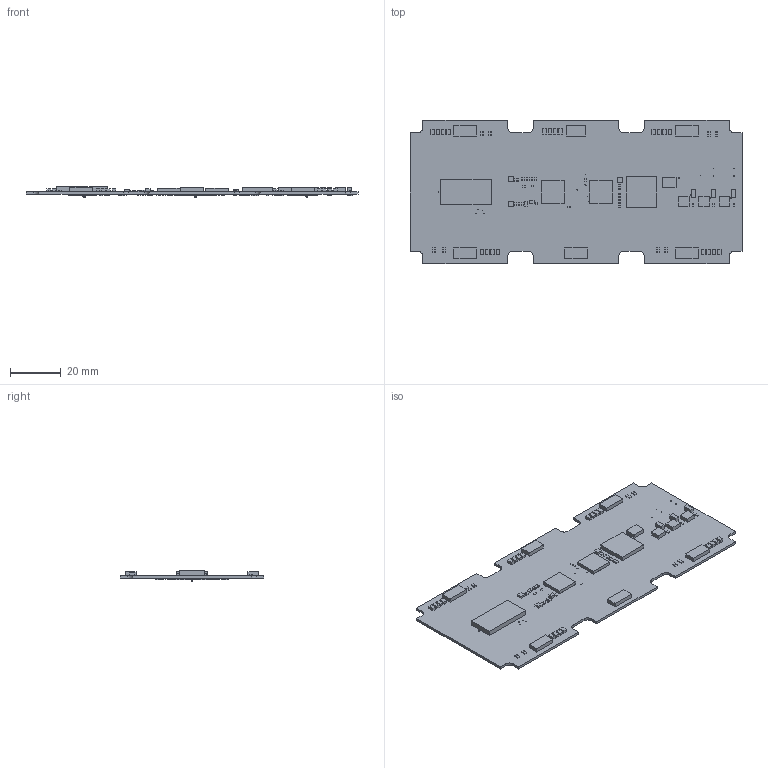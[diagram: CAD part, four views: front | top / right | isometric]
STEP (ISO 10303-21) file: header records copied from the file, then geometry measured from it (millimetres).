
FILE_DESCRIPTION(('Open CASCADE Model'),'2;1');
FILE_NAME('Open CASCADE Shape Model','2020-09-09T11:46:17',('Author'),( 'Open CASCADE'),'Open CASCADE STEP processor 6.8','Open CASCADE 6.8' ,'Unknown');
FILE_SCHEMA(('AUTOMOTIVE_DESIGN { 1 0 10303 214 1 1 1 1 }'));
Length unit declared in the file: millimetre
Products named in the file (249): PCB; Board; Open CASCADE STEP translator 6.8 2.1.1; R238; 6092007408; Extruded; R131; C223; 6092006928; C233; C232; C231; C230; C229; C228; C227; C226; C225; C224; C222; C221; C220; C219; C218; RT2; 7606436224; RT1; 7444175568; R243; R144; P12; 5951091424; R242; 5960683488; R241; 6092003568; R240; R216; 5960684048; P17 ...
Assembly tree (417 placements, depth 4):
  PCB
    Board
      Open CASCADE STEP translator 6.8 2.1.1
    R238
      6092007408
        Extruded
    R131
      6092007408
        Extruded
    C223
      6092006928
        Extruded
    C233
      6092006928
        Extruded
    C232
      6092006928
        Extruded
    C231
      6092006928
        Extruded
    C230
      6092006928
        Extruded
    C229
      6092006928
        Extruded
    C228
      6092006928
        Extruded
    C227
      6092006928
        Extruded
    C226
      6092006928
        Extruded
    C225
      6092006928
        Extruded
    C224
      6092006928
        Extruded
    C222
      6092006928
        Extruded
    C221
      6092006928
        Extruded
    C220
      6092006928
        Extruded
    C219
      6092006928
        Extruded
    C218
      6092006928
        Extruded
    RT2
      7606436224
        Extruded
Bounding box: 130.3 x 56.5 x 4.24 mm (x, y, z)
Volume: 8691.3 mm3; surface area: 18350.5 mm2
Topology: 196 solids, 196 shells, 1959 faces, 4620 edges, 3053 vertices
Faces by surface type: plane 1335, cylinder 543, bspline 42, extrusion 27, torus 6, sphere 6
Full cylindrical faces by diameter (mm): 0.15 x267, 0.25 x48, 0.3 x84
Entity records: 32010 total; most frequent: CARTESIAN_POINT 6016, DIRECTION 4990, ORIENTED_EDGE 3900, AXIS2_PLACEMENT_3D 2006, EDGE_CURVE 1950, FACE_BOUND 1515, EDGE_LOOP 1515, VERTEX_POINT 1291
